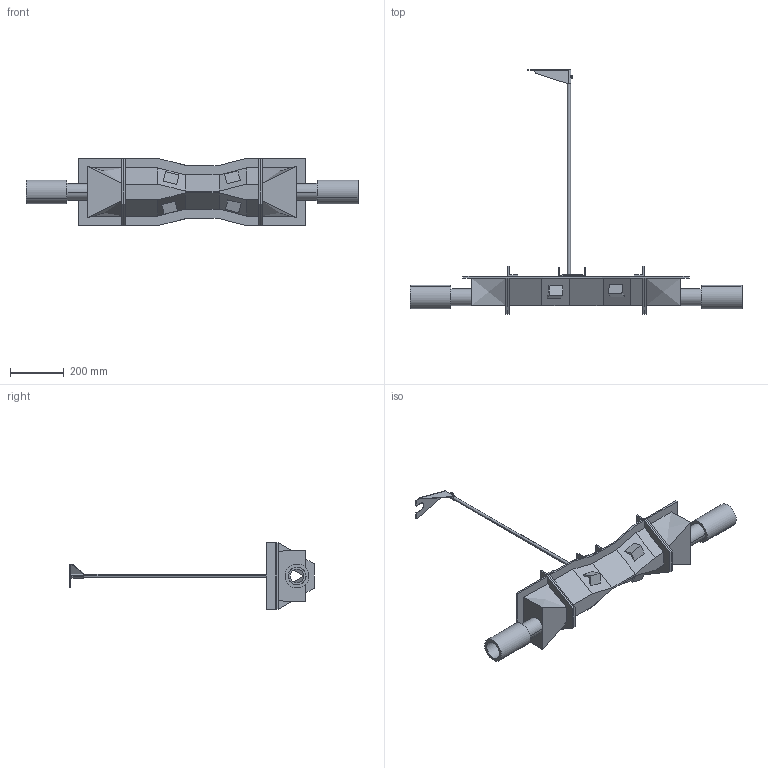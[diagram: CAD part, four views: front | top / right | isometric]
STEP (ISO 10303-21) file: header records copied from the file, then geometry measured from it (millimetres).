
FILE_DESCRIPTION (( 'STEP AP214' ), '1' );
FILE_NAME ('Small Trap Flume with options.STEP', '2020-12-03T14:58:25', ( '' ), ( '' ), 'SwSTEP 2.0', 'SolidWorks 2020', '' );
FILE_SCHEMA (( 'AUTOMOTIVE_DESIGN' ));
Length unit declared in the file: inch
Products named in the file (17): Copy of   Rev ATop Bracket Rev A sheet metal^Copy of   Rev ATop Bracket Assembly_Copy of   Ultrasonic Transducer Assy_Small Trap Flume; Copy of   Rev ATop Bracket Assembly^Copy of   Ultrasonic Transducer Assy_Small Trap Flume; Fernco Coupler_2 INCH FERNCO FITTING; 2in Pipe stub; Sm Trap Flume; Copy of Small Trap End adapter^Small Trap Flume; Angle bracket; Copy of   Ultrasonic Transducer Assy^Small Trap Flume_9in Parshall Flume; Sm Trap Spreader Bar_Default<As Machined>; MirrorSmall Trap End adapter; Copy of   Rev Abase plate^Copy of   Ultrasonic Transducer Assy_Small Trap Flume; Copy of   C Channel Ultrasonic Bkt^Copy of   Ultrasonic Transducer Assy_Small Trap Flume_2in Parshall; Small Trap Flume with options; hex nut_ai_HNUT 0.2500-20-D-N; Copy of 49976 Rev Ashaft^Copy of   Ultrasonic Transducer Assy_Small Trap Flume; Sm Trap Staff Gauge_ENGLISH STAFF GAUGE; Copy of   Rev ATop Bracket Tube^Copy of   Rev ATop Bracket Assembly_Copy of   Ultrasonic Transducer Assy_Small Trap Flume
Assembly tree (21 placements, depth 4):
  Small Trap Flume with options
    Sm Trap Flume
    Copy of Small Trap End adapter^Small Trap Flume
    MirrorSmall Trap End adapter
    Sm Trap Staff Gauge_ENGLISH STAFF GAUGE
    Sm Trap Spreader Bar_Default<As Machined>
    2in Pipe stub  x2
    Fernco Coupler_2 INCH FERNCO FITTING  x2
    Copy of   Ultrasonic Transducer Assy^Small Trap Flume_9in Parshall Flume
      Copy of   Rev Abase plate^Copy of   Ultrasonic Transducer Assy_Small Trap Flume
      Copy of 49976 Rev Ashaft^Copy of   Ultrasonic Transducer Assy_Small Trap Flume
      Copy of   Rev ATop Bracket Assembly^Copy of   Ultrasonic Transducer Assy_Small Trap Flume
        hex nut_ai_HNUT 0.2500-20-D-N
        Copy of   Rev ATop Bracket Tube^Copy of   Rev ATop Bracket Assembly_Copy of   Ultrasonic Transducer Assy_Small Trap Flume
        Copy of   Rev ATop Bracket Rev A sheet metal^Copy of   Rev ATop Bracket Assembly_Copy of   Ultrasonic Transducer Assy_Small Trap Flume
      Copy of   C Channel Ultrasonic Bkt^Copy of   Ultrasonic Transducer Assy_Small Trap Flume_2in Parshall
    Angle bracket  x4
Bounding box: 1234.28 x 908.1 x 247.65 mm (x, y, z)
Volume: 4067478.8 mm3; surface area: 1338475.2 mm2
Topology: 20 solids, 20 shells, 249 faces, 595 edges, 382 vertices
Faces by surface type: plane 180, cylinder 43, cone 16, bspline 10
Entity records: 8208 total; most frequent: CARTESIAN_POINT 1992, ORIENTED_EDGE 1034, DIRECTION 1003, EDGE_CURVE 517, LINE 389, VECTOR 389, VERTEX_POINT 330, AXIS2_PLACEMENT_3D 307
